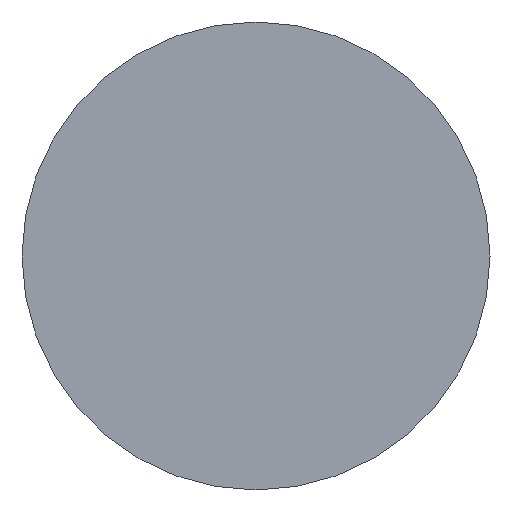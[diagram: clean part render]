
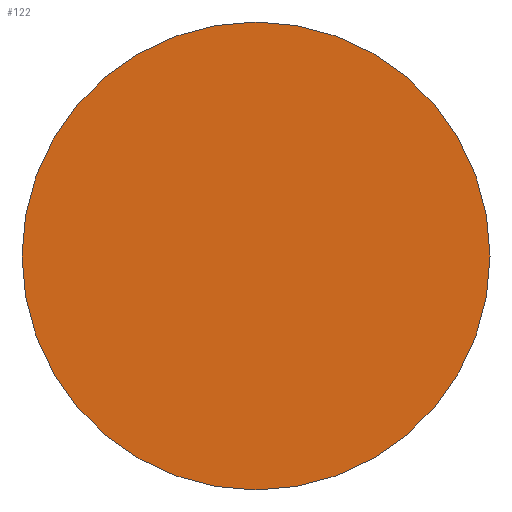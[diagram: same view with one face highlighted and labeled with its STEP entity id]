
A CAD part, front view. The second image highlights one B-rep face of the part: STEP entity #122.
In plain terms, the highlighted planar face has unit normal (0, -1, 0).
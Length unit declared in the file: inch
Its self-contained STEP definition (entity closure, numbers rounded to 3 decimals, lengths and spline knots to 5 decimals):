
#5 = ORIENTED_EDGE ( 'NONE', *, *, #394, .T. ) ;
#18 = DIRECTION ( 'NONE',  ( 0., -1., 0. ) ) ;
#21 = DIRECTION ( 'NONE',  ( 0., -1., 0. ) ) ;
#42 = PLANE ( 'NONE',  #182 ) ;
#119 = CIRCLE ( 'NONE', #271, 0.375 ) ;
#122 = ADVANCED_FACE ( 'NONE', ( #409 ), #42, .T. ) ;
#128 = CARTESIAN_POINT ( 'NONE',  ( 0., 0., 0. ) ) ;
#137 = VERTEX_POINT ( 'NONE', #255 ) ;
#182 = AXIS2_PLACEMENT_3D ( 'NONE', #399, #221, #218 ) ;
#185 = DIRECTION ( 'NONE',  ( 0., 0., -1. ) ) ;
#193 = CIRCLE ( 'NONE', #344, 0.375 ) ;
#218 = DIRECTION ( 'NONE',  ( 0., 0., -1. ) ) ;
#221 = DIRECTION ( 'NONE',  ( 0., -1., 0. ) ) ;
#247 = EDGE_LOOP ( 'NONE', ( #5, #266 ) ) ;
#255 = CARTESIAN_POINT ( 'NONE',  ( 0., 0., -0.375 ) ) ;
#266 = ORIENTED_EDGE ( 'NONE', *, *, #427, .T. ) ;
#271 = AXIS2_PLACEMENT_3D ( 'NONE', #128, #21, #341 ) ;
#341 = DIRECTION ( 'NONE',  ( 0., 0., -1. ) ) ;
#344 = AXIS2_PLACEMENT_3D ( 'NONE', #357, #18, #185 ) ;
#356 = VERTEX_POINT ( 'NONE', #362 ) ;
#357 = CARTESIAN_POINT ( 'NONE',  ( 0., 0., 0. ) ) ;
#362 = CARTESIAN_POINT ( 'NONE',  ( 0., 0., 0.375 ) ) ;
#394 = EDGE_CURVE ( 'NONE', #137, #356, #193, .T. ) ;
#399 = CARTESIAN_POINT ( 'NONE',  ( 0., 0., 0. ) ) ;
#409 = FACE_OUTER_BOUND ( 'NONE', #247, .T. ) ;
#427 = EDGE_CURVE ( 'NONE', #356, #137, #119, .T. ) ;
